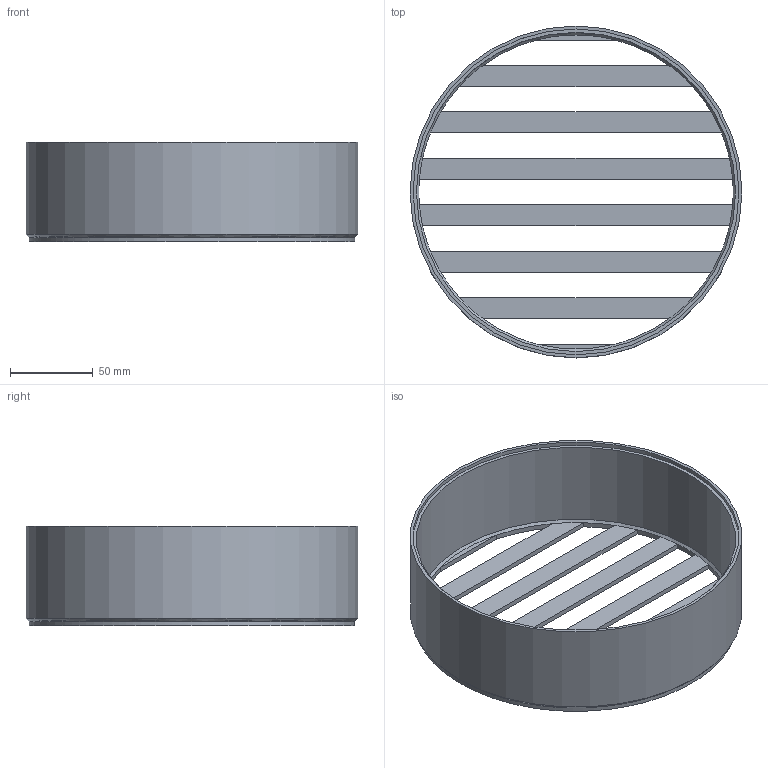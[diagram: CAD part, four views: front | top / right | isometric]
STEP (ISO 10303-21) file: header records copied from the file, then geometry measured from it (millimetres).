
FILE_DESCRIPTION(('FreeCAD Model'),'2;1');
FILE_NAME('Open CASCADE Shape Model','2023-11-30T19:39:39',(''),(''), 'Open CASCADE STEP processor 7.6','FreeCAD','Unknown');
FILE_SCHEMA(('AUTOMOTIVE_DESIGN { 1 0 10303 214 1 1 1 1 }'));
Length unit declared in the file: millimetre
Products named in the file (1): Dart ammo sorter Elite 1A
Bounding box: 200 x 200 x 60 mm (x, y, z)
Volume: 174131 mm3; surface area: 109461.9 mm2
Topology: 1 solids, 1 shells, 61 faces, 216 edges, 152 vertices
Faces by surface type: plane 25, cone 18, cylinder 18
Full cylindrical faces by diameter (mm): 192.4 x1, 196 x1, 196.4 x1, 200 x1
Entity records: 5646 total; most frequent: CARTESIAN_POINT 1465, DIRECTION 814, ORIENTED_EDGE 432, PCURVE 432, DEFINITIONAL_REPRESENTATION 432, LINE 367, VECTOR 367, AXIS2_PLACEMENT_3D 216
